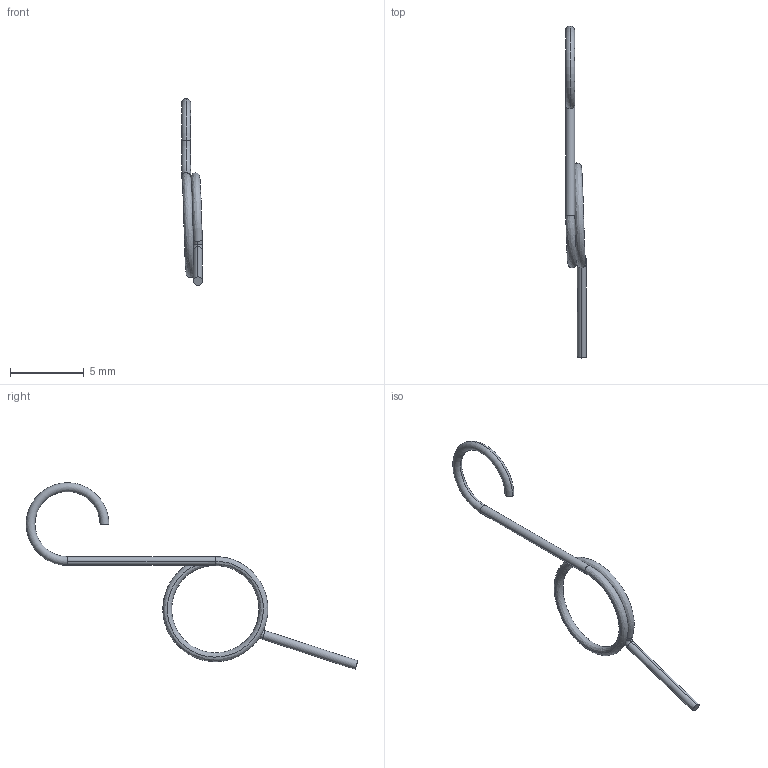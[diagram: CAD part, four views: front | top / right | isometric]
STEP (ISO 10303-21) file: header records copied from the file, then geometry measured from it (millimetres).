
FILE_DESCRIPTION (( 'STEP AP214' ), '1' );
FILE_NAME ('Accumulator - Ratchet Tensioning Spring 2.STEP', '2025-07-06T08:34:43', ( '' ), ( '' ), 'SwSTEP 2.0', 'SolidWorks 2025', '' );
FILE_SCHEMA (( 'AUTOMOTIVE_DESIGN' ));
Length unit declared in the file: millimetre
Products named in the file (1): Accumulator - Ratchet Tensioning Spring 2
Bounding box: 1.39 x 22.44 x 12.62 mm (x, y, z)
Volume: 15.8 mm3; surface area: 105.8 mm2
Topology: 1 solids, 1 shells, 14 faces, 37 edges, 32 vertices
Faces by surface type: torus 4, bspline 4, cylinder 4, plane 2
Entity records: 1062 total; most frequent: CARTESIAN_POINT 726, DIRECTION 65, ORIENTED_EDGE 60, EDGE_CURVE 30, AXIS2_PLACEMENT_3D 29, CIRCLE 18, VERTEX_POINT 18, ADVANCED_FACE 14
